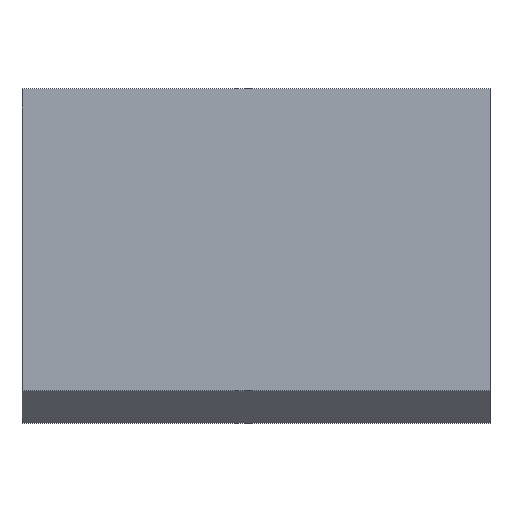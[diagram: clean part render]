
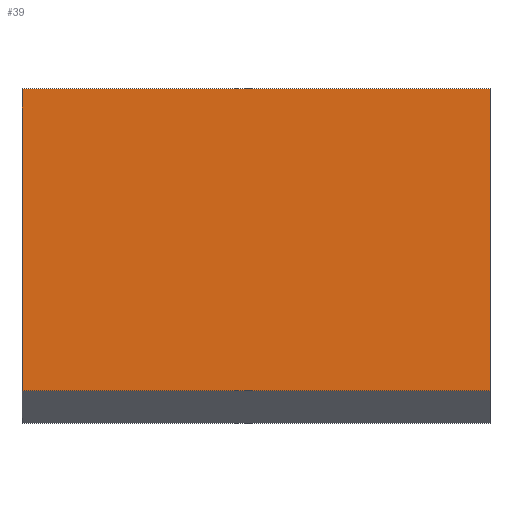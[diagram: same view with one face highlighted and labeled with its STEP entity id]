
A CAD part, top view. The second image highlights one B-rep face of the part: STEP entity #39.
In plain terms, the highlighted planar face has unit normal (0, 0, 1).
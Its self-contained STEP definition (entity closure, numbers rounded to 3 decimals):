
#39=ADVANCED_FACE('',(#51),#45,.T.);
#45=PLANE('',#132);
#51=FACE_OUTER_BOUND('',#57,.T.);
#57=EDGE_LOOP('',(#78,#79,#80,#81));
#78=ORIENTED_EDGE('',*,*,#101,.F.);
#79=ORIENTED_EDGE('',*,*,#91,.T.);
#80=ORIENTED_EDGE('',*,*,#100,.T.);
#81=ORIENTED_EDGE('',*,*,#98,.T.);
#82=VERTEX_POINT('',#161);
#84=VERTEX_POINT('',#164);
#88=VERTEX_POINT('',#176);
#89=VERTEX_POINT('',#178);
#91=EDGE_CURVE('',#84,#82,#103,.T.);
#98=EDGE_CURVE('',#89,#88,#110,.T.);
#100=EDGE_CURVE('',#82,#89,#112,.T.);
#101=EDGE_CURVE('',#84,#88,#113,.T.);
#103=LINE('',#163,#115);
#110=LINE('',#177,#122);
#112=LINE('',#181,#124);
#113=LINE('',#183,#125);
#115=VECTOR('',#136,1.);
#122=VECTOR('',#147,1.);
#124=VECTOR('',#151,1.);
#125=VECTOR('',#154,1.);
#132=AXIS2_PLACEMENT_3D('',#185,#157,#158);
#136=DIRECTION('',(0.,-1.,0.));
#147=DIRECTION('',(0.,1.,0.));
#151=DIRECTION('',(1.,0.,0.));
#154=DIRECTION('',(1.,0.,0.));
#157=DIRECTION('',(0.,0.,1.));
#158=DIRECTION('',(1.,0.,0.));
#161=CARTESIAN_POINT('',(-138.,90.,118.));
#163=CARTESIAN_POINT('',(-138.,268.,118.));
#164=CARTESIAN_POINT('',(-138.,268.,118.));
#176=CARTESIAN_POINT('',(138.,268.,118.));
#177=CARTESIAN_POINT('',(138.,268.,118.));
#178=CARTESIAN_POINT('',(138.,90.,118.));
#181=CARTESIAN_POINT('',(-1366.2,90.,118.));
#183=CARTESIAN_POINT('',(-1366.2,268.,118.));
#185=CARTESIAN_POINT('',(-1366.2,268.,118.));
